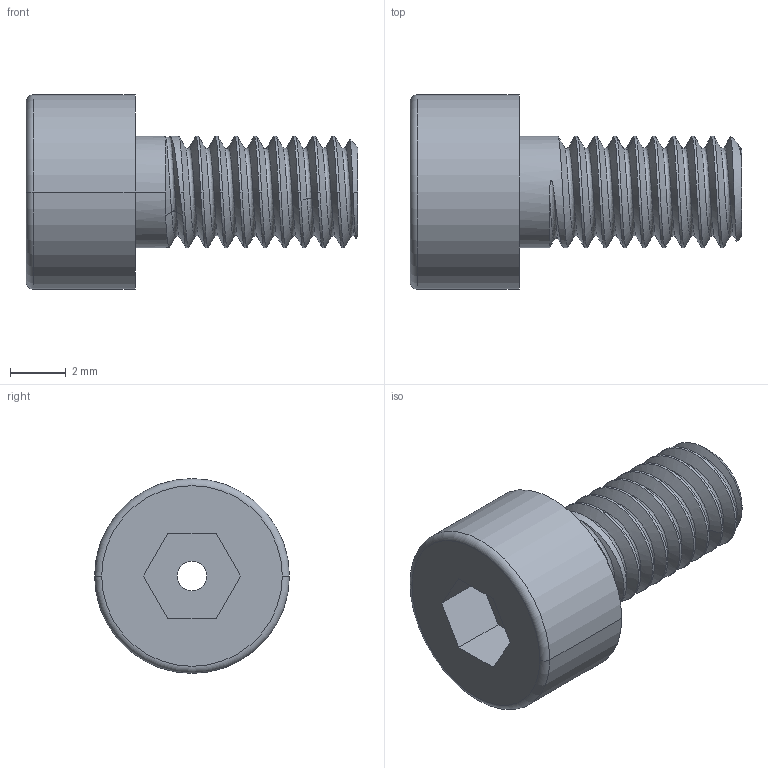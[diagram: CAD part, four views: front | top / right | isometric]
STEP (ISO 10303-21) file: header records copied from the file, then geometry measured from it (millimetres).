
FILE_DESCRIPTION((''),'2;1');
FILE_NAME('001_SOCKET_HEAD_MM_ASM','2022-11-22T',('SYSTEM'),(''),'PRO/ENGINEER BY PARAMETRIC TECHNOLOGY CORPORATION, 2016360','PRO/ENGINEER BY PARAMETRIC TECHNOLOGY CORPORATION, 2016360','');
FILE_SCHEMA(('AUTOMOTIVE_DESIGN { 1 0 10303 214 1 1 1 1 }'));
Length unit declared in the file: millimetre
Products named in the file (2): MC-407_AF0; 001_SOCKET_HEAD_MM_ASM
Assembly tree (1 placements, depth 2):
  001_SOCKET_HEAD_MM_ASM
    MC-407_AF0
Bounding box: 11.91 x 7 x 7 mm (x, y, z)
Volume: 208.6 mm3; surface area: 350.4 mm2
Topology: 1 solids, 1 shells, 49 faces, 127 edges, 82 vertices
Faces by surface type: cylinder 23, bspline 12, plane 10, cone 2, torus 2
Entity records: 5320 total; most frequent: CARTESIAN_POINT 4047, ORIENTED_EDGE 254, DIRECTION 166, EDGE_CURVE 127, COLOUR_RGB 110, VERTEX_POINT 82, B_SPLINE_CURVE_WITH_KNOTS 60, AXIS2_PLACEMENT_3D 59
